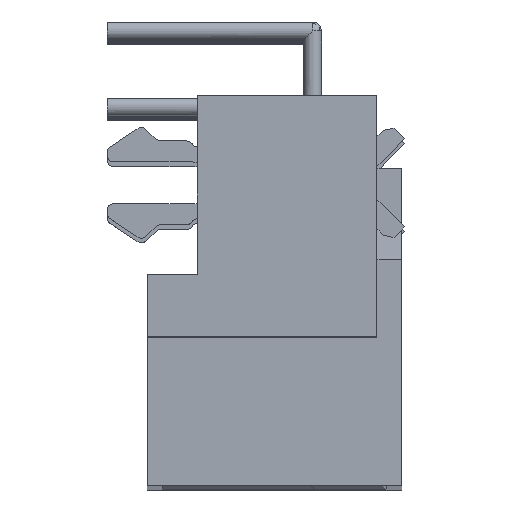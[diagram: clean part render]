
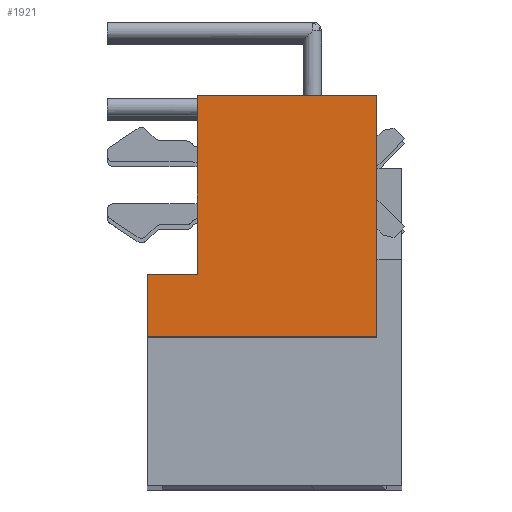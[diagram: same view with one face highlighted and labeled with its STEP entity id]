
A CAD part, top view. The second image highlights one B-rep face of the part: STEP entity #1921.
In plain terms, the highlighted planar face has unit normal (0, 0, 1).
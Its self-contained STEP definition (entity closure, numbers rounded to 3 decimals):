
#1921=ADVANCED_FACE('',(#2489),#2174,.T.);
#2174=PLANE('',#9188);
#2489=FACE_OUTER_BOUND('',#3270,.T.);
#3270=EDGE_LOOP('',(#5165,#5166,#5167,#5168,#5169,#5170));
#5165=ORIENTED_EDGE('',*,*,#6791,.F.);
#5166=ORIENTED_EDGE('',*,*,#6792,.F.);
#5167=ORIENTED_EDGE('',*,*,#6793,.F.);
#5168=ORIENTED_EDGE('',*,*,#6790,.T.);
#5169=ORIENTED_EDGE('',*,*,#6781,.F.);
#5170=ORIENTED_EDGE('',*,*,#6794,.F.);
#6007=VERTEX_POINT('',#14252);
#6008=VERTEX_POINT('',#14254);
#6013=VERTEX_POINT('',#14269);
#6014=VERTEX_POINT('',#14273);
#6015=VERTEX_POINT('',#14274);
#6016=VERTEX_POINT('',#14276);
#6781=EDGE_CURVE('',#6007,#6008,#7284,.T.);
#6790=EDGE_CURVE('',#6013,#6008,#7293,.T.);
#6791=EDGE_CURVE('',#6014,#6015,#7294,.T.);
#6792=EDGE_CURVE('',#6016,#6014,#7295,.T.);
#6793=EDGE_CURVE('',#6013,#6016,#7296,.T.);
#6794=EDGE_CURVE('',#6015,#6007,#7297,.T.);
#7284=LINE('',#14253,#7625);
#7293=LINE('',#14270,#7634);
#7294=LINE('',#14272,#7635);
#7295=LINE('',#14275,#7636);
#7296=LINE('',#14277,#7637);
#7297=LINE('',#14278,#7638);
#7625=VECTOR('',#11332,1.);
#7634=VECTOR('',#11345,1.);
#7635=VECTOR('',#11348,1.);
#7636=VECTOR('',#11349,1.);
#7637=VECTOR('',#11350,1.);
#7638=VECTOR('',#11351,1.);
#9188=AXIS2_PLACEMENT_3D('',#14279,#11352,#11353);
#11332=DIRECTION('',(0.,1.,0.));
#11345=DIRECTION('',(-1.,0.,0.));
#11348=DIRECTION('',(0.,1.,0.));
#11349=DIRECTION('',(-1.,0.,0.));
#11350=DIRECTION('',(0.,-1.,0.));
#11351=DIRECTION('',(1.,0.,0.));
#11352=DIRECTION('',(0.,0.,1.));
#11353=DIRECTION('',(0.,1.,0.));
#14252=CARTESIAN_POINT('',(-2.58,7.05,90.75));
#14253=CARTESIAN_POINT('',(-2.58,7.05,90.75));
#14254=CARTESIAN_POINT('',(-2.58,13.,90.75));
#14269=CARTESIAN_POINT('',(3.42,13.,90.75));
#14270=CARTESIAN_POINT('',(3.42,13.,90.75));
#14272=CARTESIAN_POINT('',(-4.25,4.95,90.75));
#14273=CARTESIAN_POINT('',(-4.25,4.95,90.75));
#14274=CARTESIAN_POINT('',(-4.25,7.05,90.75));
#14275=CARTESIAN_POINT('',(3.42,4.95,90.75));
#14276=CARTESIAN_POINT('',(3.42,4.95,90.75));
#14277=CARTESIAN_POINT('',(3.42,13.,90.75));
#14278=CARTESIAN_POINT('',(-4.25,7.05,90.75));
#14279=CARTESIAN_POINT('',(3.52,4.85,90.75));
